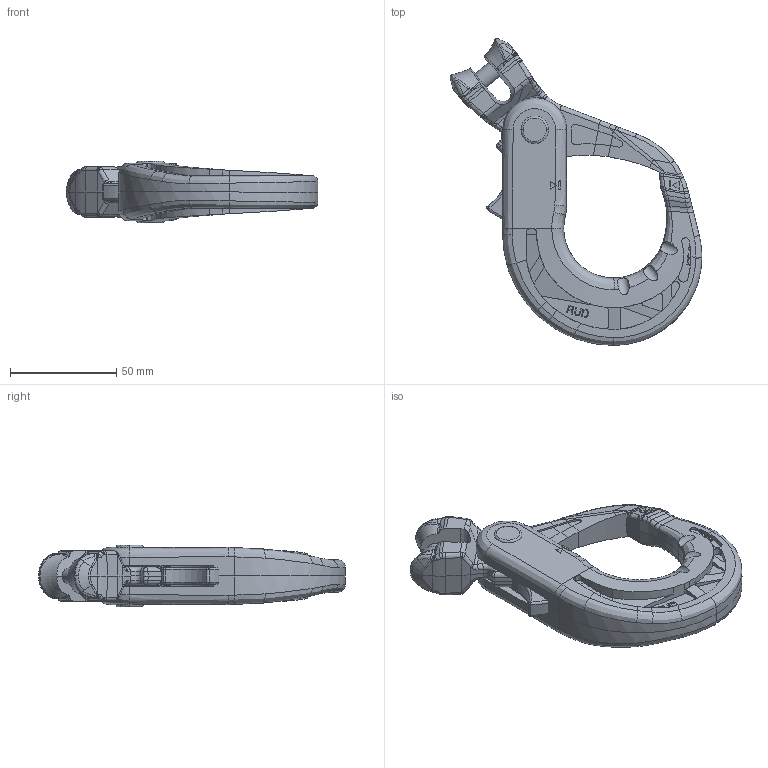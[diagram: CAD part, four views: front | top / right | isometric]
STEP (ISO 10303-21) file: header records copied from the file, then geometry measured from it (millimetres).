
FILE_DESCRIPTION((''),'2;1');
FILE_NAME('001-M33880-P-1_ASM','2012-01-30T',('Marcel.Bux'),(''),'PRO/ENGINEER BY PARAMETRIC TECHNOLOGY CORPORATION, 2010140','PRO/ENGINEER BY PARAMETRIC TECHNOLOGY CORPORATION, 2010140','');
FILE_SCHEMA(('CONFIG_CONTROL_DESIGN'));
Length unit declared in the file: millimetre
Products named in the file (3): 001-M33880-P-2; 001-M33880-P-3; 001-M33880-P-1_ASM
Assembly tree (2 placements, depth 2):
  001-M33880-P-1_ASM
    001-M33880-P-2
    001-M33880-P-3
Bounding box: 118.6 x 144.67 x 29 mm (x, y, z)
Volume: 123683.8 mm3; surface area: 33373.2 mm2
Topology: 2 solids, 2 shells, 739 faces, 1912 edges, 1186 vertices
Faces by surface type: plane 287, bspline 226, cylinder 152, cone 36, torus 28, sphere 8, extrusion 2
Entity records: 34243 total; most frequent: CARTESIAN_POINT 18352, ORIENTED_EDGE 3824, DIRECTION 2541, EDGE_CURVE 1912, VERTEX_POINT 1186, AXIS2_PLACEMENT_3D 897, B_SPLINE_CURVE_WITH_KNOTS 788, EDGE_LOOP 752
